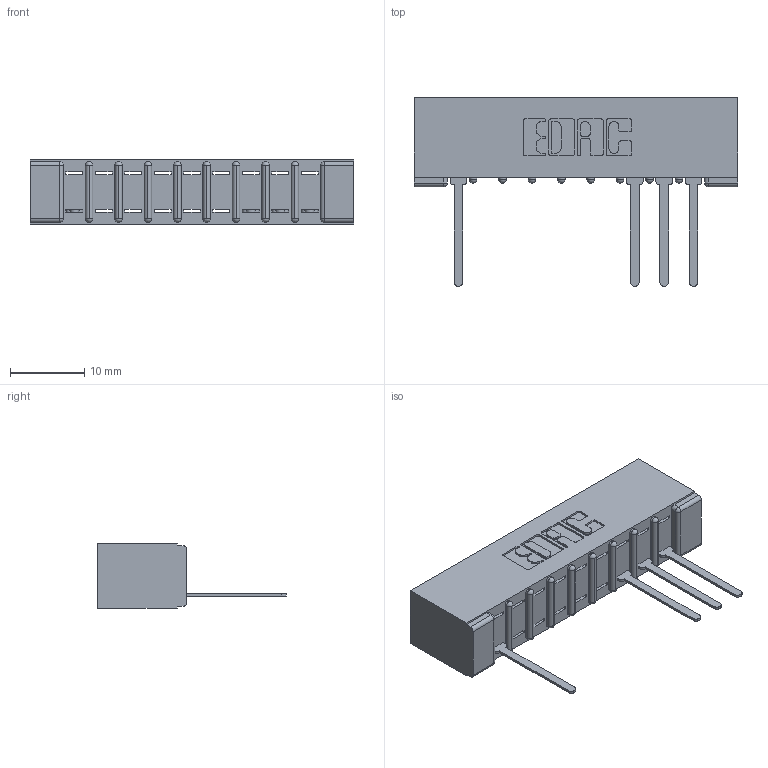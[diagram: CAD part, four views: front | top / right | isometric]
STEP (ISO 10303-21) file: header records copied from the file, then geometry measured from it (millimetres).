
FILE_DESCRIPTION (( 'STEP AP203' ), '1' );
FILE_NAME ('307-009-547-101.STEP', '2018-08-02T20:31:04', ( '' ), ( '' ), 'SwSTEP 2.0', 'SolidWorks 2016', '' );
FILE_SCHEMA (( 'CONFIG_CONTROL_DESIGN' ));
Length unit declared in the file: inch
Products named in the file (3): 307 Part_No Mounting Lugs; 307-290-001_547; 307-009-547-101
Assembly tree (5 placements, depth 2):
  307-009-547-101
    307 Part_No Mounting Lugs
    307-290-001_547  x4
Bounding box: 43.54 x 25.43 x 8.71 mm (x, y, z)
Volume: 2916.5 mm3; surface area: 3959.8 mm2
Topology: 5 solids, 5 shells, 444 faces, 1267 edges, 810 vertices
Faces by surface type: plane 274, cylinder 150, sphere 20
Entity records: 11314 total; most frequent: CARTESIAN_POINT 1915, ORIENTED_EDGE 1906, DIRECTION 1875, EDGE_CURVE 953, LINE 719, VECTOR 719, VERTEX_POINT 618, AXIS2_PLACEMENT_3D 578
